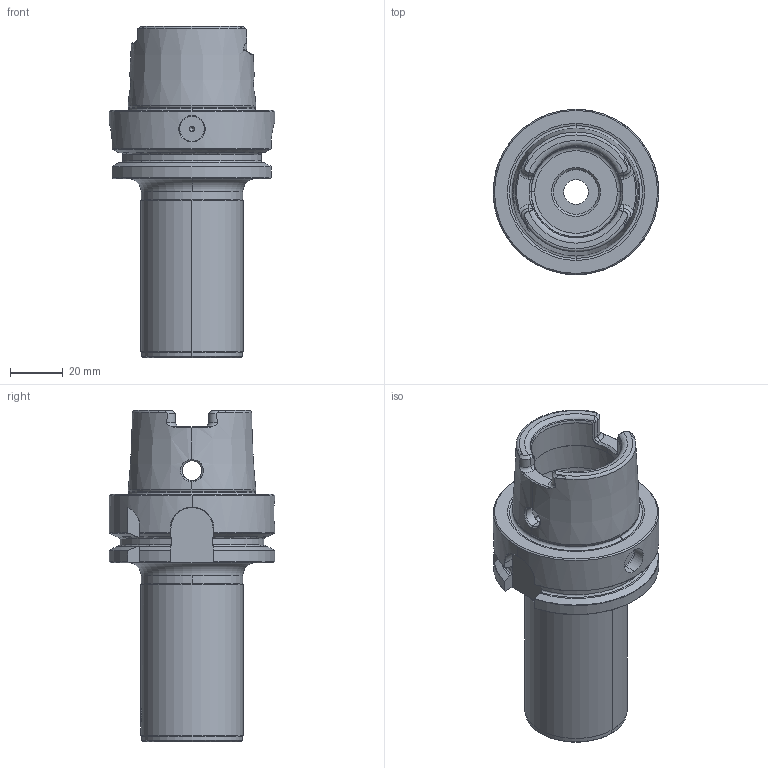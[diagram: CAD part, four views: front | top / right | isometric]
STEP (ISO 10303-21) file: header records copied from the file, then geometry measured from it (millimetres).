
FILE_DESCRIPTION(('no description'),'unknown implementation level');
FILE_NAME('F72C6300-B0FA-4FAD-9095-F97E8519FEC7_export.stp',' ',('CIMSOURCE GmbH'),('CADClick - KiM GmbH - www.kimweb.de'),'unknown preprocess','ACIS','unknown authorization');
FILE_SCHEMA(('automotive_design'));
Length unit declared in the file: millimetre
Products named in the file (2): 324.341F Kaiser HSK-A63xCKS4x110|690.434 Kaiser ETL M8 X 11 CK4;Schnitt-Linear austragen2; 324.341F Kaiser HSK-A63xCKS4x110|324.341F Kaiser HSK-A63xCKS4x110;Verrundung1
Bounding box: 62.94 x 62.94 x 125.9 mm (x, y, z)
Volume: 144509 mm3; surface area: 34405.2 mm2
Topology: 2 solids, 2 shells, 290 faces, 744 edges, 458 vertices
Faces by surface type: cone 88, plane 85, cylinder 65, torus 34, bspline 18
Entity records: 20689 total; most frequent: CARTESIAN_POINT 5602, STYLED_ITEM 1490, PRESENTATION_STYLE_ASSIGNMENT 1490, COLOUR_RGB 1490, ORIENTED_EDGE 1480, DIRECTION 1358, EDGE_CURVE 740, CURVE_STYLE 740
